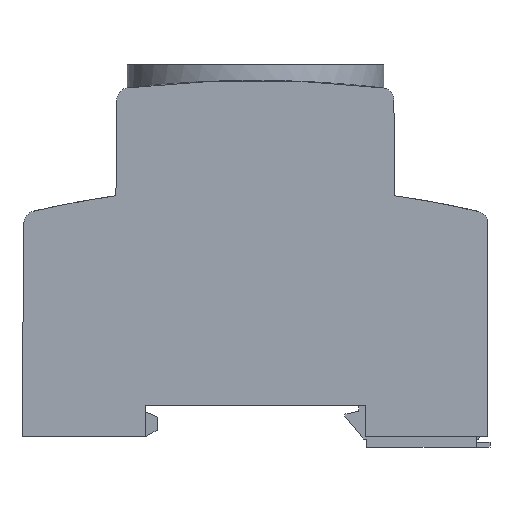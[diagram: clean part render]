
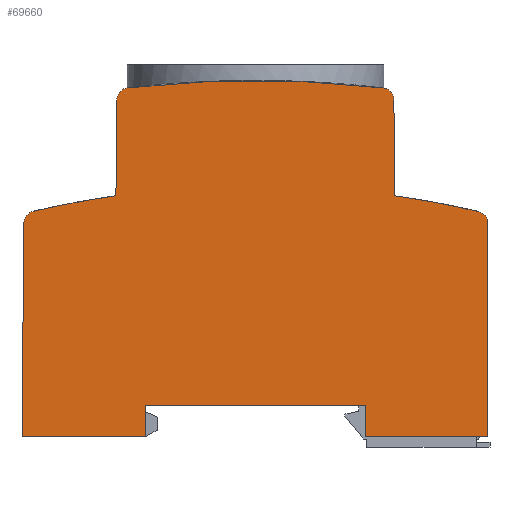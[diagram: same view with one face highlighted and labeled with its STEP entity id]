
A CAD part, left-side view. The second image highlights one B-rep face of the part: STEP entity #69660.
In plain terms, the highlighted face is planar.
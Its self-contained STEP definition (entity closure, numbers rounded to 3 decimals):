
#7190=CARTESIAN_POINT('',(106.975,16.056,-65.25));
#7200=VERTEX_POINT('',#7190);
#7230=CARTESIAN_POINT('',(45.021,16.056,-65.25));
#7240=DIRECTION('',(1.,0.,0.));
#7250=VECTOR('',#7240,1.);
#7260=LINE('',#7230,#7250);
#7270=CARTESIAN_POINT('',(87.091,16.056,-65.25));
#7280=VERTEX_POINT('',#7270);
#7290=EDGE_CURVE('',#7280,#7200,#7260,.T.);
#14840=CARTESIAN_POINT('',(46.861,55.264,-65.25));
#14850=DIRECTION('',(-0.009,-1.,
0.));
#14860=VECTOR('',#14850,1.);
#14870=LINE('',#14840,#14860);
#14880=CARTESIAN_POINT('',(46.992,70.373,-65.25));
#14890=VERTEX_POINT('',#14880);
#14900=CARTESIAN_POINT('',(46.858,54.948,-65.25));
#14910=VERTEX_POINT('',#14900);
#14920=EDGE_CURVE('',#14890,#14910,#14870,.T.);
#19590=CARTESIAN_POINT('',(91.825,54.948,-65.25));
#19600=VERTEX_POINT('',#19590);
#19630=CARTESIAN_POINT('',(69.341,-101.444,-65.25));
#19640=DIRECTION('',(0.,0.,-1.));
#19650=DIRECTION('',(-1.,0.,0.));
#19660=AXIS2_PLACEMENT_3D('',#19630,#19640,#19650);
#19670=CIRCLE('',#19660,158.);
#19680=CARTESIAN_POINT('',(105.127,52.45,-65.25));
#19690=VERTEX_POINT('',#19680);
#19700=EDGE_CURVE('',#19600,#19690,#19670,.T.);
#24290=CARTESIAN_POINT('',(45.021,21.056,-65.25));
#24300=DIRECTION('',(1.,0.,0.));
#24310=VECTOR('',#24300,1.);
#24320=LINE('',#24290,#24310);
#24330=CARTESIAN_POINT('',(51.591,21.056,-65.25));
#24340=VERTEX_POINT('',#24330);
#24350=CARTESIAN_POINT('',(87.091,21.056,-65.25));
#24360=VERTEX_POINT('',#24350);
#24370=EDGE_CURVE('',#24340,#24360,#24320,.T.);
#27110=CARTESIAN_POINT('',(87.091,55.264,-65.25));
#27120=DIRECTION('',(0.,-1.,0.));
#27130=VECTOR('',#27120,1.);
#27140=LINE('',#27110,#27130);
#27150=EDGE_CURVE('',#24360,#7280,#27140,.T.);
#43370=CARTESIAN_POINT('',(51.591,55.264,-65.25));
#43380=DIRECTION('',(0.,-1.,0.));
#43390=VECTOR('',#43380,1.);
#43400=LINE('',#43370,#43390);
#43410=CARTESIAN_POINT('',(51.591,16.056,-65.25));
#43420=VERTEX_POINT('',#43410);
#43430=EDGE_CURVE('',#24340,#43420,#43400,.T.);
#44930=CARTESIAN_POINT('',(31.841,55.264,
-65.25));
#44940=DIRECTION('',(0.,1.,0.));
#44950=VECTOR('',#44940,1.);
#44960=LINE('',#44930,#44950);
#44970=CARTESIAN_POINT('',(31.841,16.056,
-65.25));
#44980=VERTEX_POINT('',#44970);
#44990=CARTESIAN_POINT('',(31.841,50.463,
-65.25));
#45000=VERTEX_POINT('',#44990);
#45010=EDGE_CURVE('',#44980,#45000,#44960,.T.);
#45740=CARTESIAN_POINT('',(33.841,50.463,
-65.25));
#45750=DIRECTION('',(0.,0.,-1.));
#45760=DIRECTION('',(-1.,0.,0.));
#45770=AXIS2_PLACEMENT_3D('',#45740,#45750,#45760);
#45780=CIRCLE('',#45770,2.);
#45790=CARTESIAN_POINT('',(33.386,52.411,
-65.25));
#45800=VERTEX_POINT('',#45790);
#45810=EDGE_CURVE('',#45000,#45800,#45780,.T.);
#46410=CARTESIAN_POINT('',(104.674,50.502,-65.25));
#46420=DIRECTION('',(0.,0.,-1.));
#46430=DIRECTION('',(-1.,0.,0.));
#46440=AXIS2_PLACEMENT_3D('',#46410,#46420,#46430);
#46450=CIRCLE('',#46440,2.);
#46460=CARTESIAN_POINT('',(106.674,50.52,-65.25));
#46470=VERTEX_POINT('',#46460);
#46480=EDGE_CURVE('',#19690,#46470,#46450,.T.);
#46840=CARTESIAN_POINT('',(106.633,55.264,-65.25));
#46850=DIRECTION('',(0.009,-1.,
0.));
#46860=VECTOR('',#46850,1.);
#46870=LINE('',#46840,#46860);
#46880=EDGE_CURVE('',#46470,#7200,#46870,.T.);
#59500=CARTESIAN_POINT('',(69.341,-101.444,-65.25));
#59510=DIRECTION('',(0.,0.,-1.));
#59520=DIRECTION('',(-1.,0.,0.));
#59530=AXIS2_PLACEMENT_3D('',#59500,#59510,#59520);
#59540=CIRCLE('',#59530,158.);
#59550=EDGE_CURVE('',#45800,#14910,#59540,.T.);
#69090=CARTESIAN_POINT('',(69.341,23.506,-65.25));
#69100=DIRECTION('',(0.,0.,-1.));
#69110=DIRECTION('',(-1.,0.,0.));
#69120=AXIS2_PLACEMENT_3D('',#69090,#69100,#69110);
#69130=PLANE('',#69120);
#69140=ORIENTED_EDGE('',*,*,#59550,.T.);
#69150=ORIENTED_EDGE('',*,*,#45810,.T.);
#69160=ORIENTED_EDGE('',*,*,#45010,.T.);
#69170=CARTESIAN_POINT('',(45.021,16.056,-65.25));
#69180=DIRECTION('',(1.,0.,0.));
#69190=VECTOR('',#69180,1.);
#69200=LINE('',#69170,#69190);
#69210=EDGE_CURVE('',#44980,#43420,#69200,.T.);
#69220=ORIENTED_EDGE('',*,*,#69210,.F.);
#69230=ORIENTED_EDGE('',*,*,#43430,.T.);
#69240=ORIENTED_EDGE('',*,*,#24370,.F.);
#69250=ORIENTED_EDGE('',*,*,#27150,.F.);
#69260=ORIENTED_EDGE('',*,*,#7290,.F.);
#69270=ORIENTED_EDGE('',*,*,#46880,.T.);
#69280=ORIENTED_EDGE('',*,*,#46480,.T.);
#69290=ORIENTED_EDGE('',*,*,#19700,.T.);
#69300=CARTESIAN_POINT('',(91.822,55.264,-65.25));
#69310=DIRECTION('',(-0.009,1.,
0.));
#69320=VECTOR('',#69310,1.);
#69330=LINE('',#69300,#69320);
#69340=CARTESIAN_POINT('',(91.69,70.373,-65.25));
#69350=VERTEX_POINT('',#69340);
#69360=EDGE_CURVE('',#19600,#69350,#69330,.T.);
#69370=ORIENTED_EDGE('',*,*,#69360,.F.);
#69380=CARTESIAN_POINT('',(89.69,70.355,-65.25));
#69390=DIRECTION('',(0.,0.,1.));
#69400=DIRECTION('',(1.,0.,0.));
#69410=AXIS2_PLACEMENT_3D('',#69380,#69390,#69400);
#69420=CIRCLE('',#69410,2.);
#69430=CARTESIAN_POINT('',(89.926,72.341,-65.25));
#69440=VERTEX_POINT('',#69430);
#69450=EDGE_CURVE('',#69350,#69440,#69420,.T.);
#69460=ORIENTED_EDGE('',*,*,#69450,.F.);
#69470=CARTESIAN_POINT('',(69.341,-101.444,-65.25));
#69480=DIRECTION('',(0.,0.,-1.));
#69490=DIRECTION('',(-1.,0.,0.));
#69500=AXIS2_PLACEMENT_3D('',#69470,#69480,#69490);
#69510=CIRCLE('',#69500,175.);
#69520=CARTESIAN_POINT('',(48.757,72.341,-65.25));
#69530=VERTEX_POINT('',#69520);
#69540=EDGE_CURVE('',#69530,#69440,#69510,.T.);
#69550=ORIENTED_EDGE('',*,*,#69540,.T.);
#69560=CARTESIAN_POINT('',(48.992,70.355,-65.25));
#69570=DIRECTION('',(0.,0.,-1.));
#69580=DIRECTION('',(-1.,0.,0.));
#69590=AXIS2_PLACEMENT_3D('',#69560,#69570,#69580);
#69600=CIRCLE('',#69590,2.);
#69610=EDGE_CURVE('',#14890,#69530,#69600,.T.);
#69620=ORIENTED_EDGE('',*,*,#69610,.T.);
#69630=ORIENTED_EDGE('',*,*,#14920,.F.);
#69640=EDGE_LOOP('',(#69630,#69620,#69550,#69460,#69370,#69290,#69280,
#69270,#69260,#69250,#69240,#69230,#69220,#69160,#69150,#69140));
#69650=FACE_OUTER_BOUND('',#69640,.T.);
#69660=ADVANCED_FACE('',(#69650),#69130,.T.);
